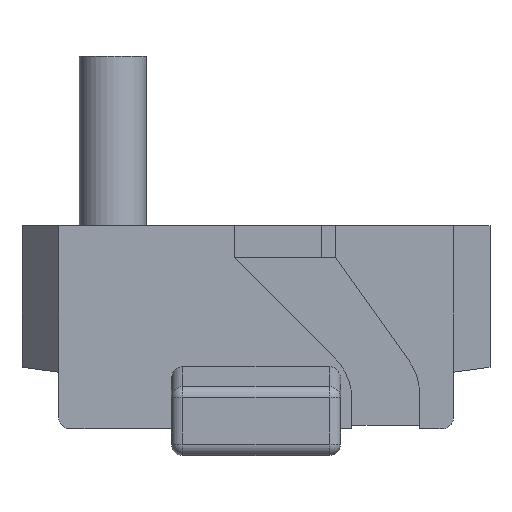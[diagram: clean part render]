
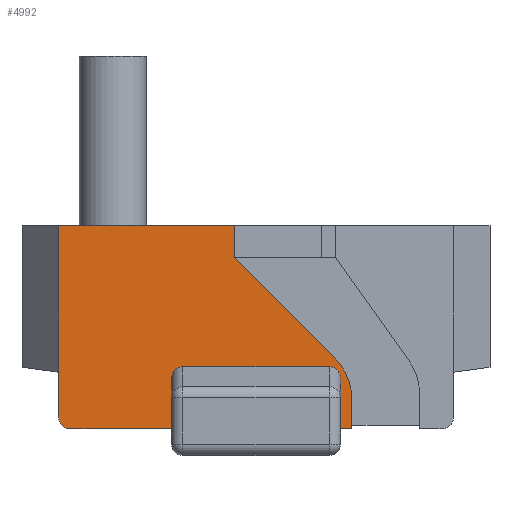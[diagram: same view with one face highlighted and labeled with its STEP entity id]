
A CAD part, front view. The second image highlights one B-rep face of the part: STEP entity #4992.
In plain terms, the highlighted planar face has unit normal (0, -1, 0).
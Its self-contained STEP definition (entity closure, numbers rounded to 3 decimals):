
#50 = CARTESIAN_POINT ( 'NONE',  ( -7.5, -52.5, -0.564 ) ) ;
#53 = VERTEX_POINT ( 'NONE', #3202 ) ;
#57 = EDGE_CURVE ( 'NONE', #53, #1726, #3554, .T. ) ;
#90 = CARTESIAN_POINT ( 'NONE',  ( -7.5, -52.5, -5.031 ) ) ;
#136 = VERTEX_POINT ( 'NONE', #1125 ) ;
#221 = EDGE_CURVE ( 'NONE', #2622, #3048, #3749, .T. ) ;
#227 = CARTESIAN_POINT ( 'NONE',  ( -17.5, -52.5, -3.947 ) ) ;
#272 = LINE ( 'NONE', #4509, #4783 ) ;
#386 = AXIS2_PLACEMENT_3D ( 'NONE', #633, #4400, #2506 ) ;
#548 = LINE ( 'NONE', #3213, #4377 ) ;
#612 = CARTESIAN_POINT ( 'NONE',  ( -17.5, -52.5, 13. ) ) ;
#633 = CARTESIAN_POINT ( 'NONE',  ( 3.5, -52.5, -2.361 ) ) ;
#638 = DIRECTION ( 'NONE',  ( 1., 0., 0. ) ) ;
#641 = VERTEX_POINT ( 'NONE', #90 ) ;
#644 = LINE ( 'NONE', #1813, #2470 ) ;
#682 = VECTOR ( 'NONE', #936, 1000. ) ;
#747 = ORIENTED_EDGE ( 'NONE', *, *, #2946, .T. ) ;
#899 = CARTESIAN_POINT ( 'NONE',  ( 7.5, -52.5, 0.055 ) ) ;
#910 = EDGE_CURVE ( 'NONE', #1551, #4271, #2987, .T. ) ;
#933 = VERTEX_POINT ( 'NONE', #1674 ) ;
#936 = DIRECTION ( 'NONE',  ( 0., 0., -1. ) ) ;
#996 = CARTESIAN_POINT ( 'NONE',  ( -17.5, -52.5, 13. ) ) ;
#1030 = LINE ( 'NONE', #612, #2715 ) ;
#1037 = DIRECTION ( 'NONE',  ( 1., 0., 0. ) ) ;
#1058 = CARTESIAN_POINT ( 'NONE',  ( -7.086, -52.5, 0.493 ) ) ;
#1125 = CARTESIAN_POINT ( 'NONE',  ( 6.5, -52.5, 0.493 ) ) ;
#1145 = CARTESIAN_POINT ( 'NONE',  ( -16.5, -52.5, -5.031 ) ) ;
#1147 = LINE ( 'NONE', #2239, #3638 ) ;
#1217 = CARTESIAN_POINT ( 'NONE',  ( 8.5, -52.5, -5.031 ) ) ;
#1226 = CARTESIAN_POINT ( 'NONE',  ( 7.036, -52.5, 1.174 ) ) ;
#1235 = DIRECTION ( 'NONE',  ( 1., 0., 0. ) ) ;
#1272 = EDGE_CURVE ( 'NONE', #3048, #1504, #4824, .T. ) ;
#1300 = CARTESIAN_POINT ( 'NONE',  ( -1.95, -52.5, 13. ) ) ;
#1390 = CIRCLE ( 'NONE', #386, 5. ) ;
#1504 = VERTEX_POINT ( 'NONE', #4513 ) ;
#1551 = VERTEX_POINT ( 'NONE', #3348 ) ;
#1563 = ORIENTED_EDGE ( 'NONE', *, *, #1621, .F. ) ;
#1621 = EDGE_CURVE ( 'NONE', #2687, #4040, #4324, .T. ) ;
#1633 = LINE ( 'NONE', #2431, #682 ) ;
#1674 = CARTESIAN_POINT ( 'NONE',  ( 8.5, -52.5, -2.361 ) ) ;
#1726 = VERTEX_POINT ( 'NONE', #1217 ) ;
#1797 = DIRECTION ( 'NONE',  ( 0., 0., -1. ) ) ;
#1813 = CARTESIAN_POINT ( 'NONE',  ( -7.5, -52.5, 0.493 ) ) ;
#1837 = EDGE_CURVE ( 'NONE', #4271, #136, #644, .T. ) ;
#1917 = CARTESIAN_POINT ( 'NONE',  ( -17.5, -52.5, -4.025 ) ) ;
#1960 = CARTESIAN_POINT ( 'NONE',  ( -1.95, -52.5, 10.16 ) ) ;
#2124 = CARTESIAN_POINT ( 'NONE',  ( -1.95, -52.5, 13. ) ) ;
#2191 = ORIENTED_EDGE ( 'NONE', *, *, #2920, .F. ) ;
#2224 = LINE ( 'NONE', #4556, #2993 ) ;
#2231 = EDGE_CURVE ( 'NONE', #2624, #2864, #1030, .T. ) ;
#2239 = CARTESIAN_POINT ( 'NONE',  ( -7.5, -52.5, -5.031 ) ) ;
#2281 =( BOUNDED_CURVE ( )  B_SPLINE_CURVE ( 3, ( #4395, #4420, #899, #2813 ),
 .UNSPECIFIED., .F., .T. ) 
 B_SPLINE_CURVE_WITH_KNOTS ( ( 4, 4 ),
 ( 0., 1.571 ),
 .UNSPECIFIED. ) 
 CURVE ( )  GEOMETRIC_REPRESENTATION_ITEM ( )  RATIONAL_B_SPLINE_CURVE ( ( 1., 0.805, 0.805, 1. ) ) 
 REPRESENTATION_ITEM ( '' )  );
#2326 = DIRECTION ( 'NONE',  ( 0.707, 0., -0.707 ) ) ;
#2431 = CARTESIAN_POINT ( 'NONE',  ( 8.5, -52.5, -0.29 ) ) ;
#2470 = VECTOR ( 'NONE', #4146, 1000. ) ;
#2506 = DIRECTION ( 'NONE',  ( 0., 0., 1. ) ) ;
#2565 = DIRECTION ( 'NONE',  ( 0., 0., -1. ) ) ;
#2622 = VERTEX_POINT ( 'NONE', #4945 ) ;
#2624 = VERTEX_POINT ( 'NONE', #4062 ) ;
#2634 = ORIENTED_EDGE ( 'NONE', *, *, #2992, .T. ) ;
#2687 = VERTEX_POINT ( 'NONE', #3395 ) ;
#2715 = VECTOR ( 'NONE', #638, 1000. ) ;
#2763 = ORIENTED_EDGE ( 'NONE', *, *, #1272, .T. ) ;
#2784 = VECTOR ( 'NONE', #3698, 1000. ) ;
#2801 = CARTESIAN_POINT ( 'NONE',  ( -17.086, -52.5, -5.031 ) ) ;
#2813 = CARTESIAN_POINT ( 'NONE',  ( 7.5, -52.5, -0.564 ) ) ;
#2864 = VERTEX_POINT ( 'NONE', #1300 ) ;
#2920 = EDGE_CURVE ( 'NONE', #53, #4640, #548, .T. ) ;
#2946 = EDGE_CURVE ( 'NONE', #1504, #641, #2224, .T. ) ;
#2987 =( BOUNDED_CURVE ( )  B_SPLINE_CURVE ( 3, ( #50, #3429, #1058, #4986 ),
 .UNSPECIFIED., .F., .T. ) 
 B_SPLINE_CURVE_WITH_KNOTS ( ( 4, 4 ),
 ( 1.571, 3.142 ),
 .UNSPECIFIED. ) 
 CURVE ( )  GEOMETRIC_REPRESENTATION_ITEM ( )  RATIONAL_B_SPLINE_CURVE ( ( 1., 0.805, 0.805, 1. ) ) 
 REPRESENTATION_ITEM ( '' )  );
#2992 = EDGE_CURVE ( 'NONE', #2624, #2622, #272, .T. ) ;
#2993 = VECTOR ( 'NONE', #1037, 1000. ) ;
#3048 = VERTEX_POINT ( 'NONE', #3820 ) ;
#3095 = ORIENTED_EDGE ( 'NONE', *, *, #3974, .T. ) ;
#3125 = VECTOR ( 'NONE', #1797, 1000. ) ;
#3202 = CARTESIAN_POINT ( 'NONE',  ( 7.5, -52.5, -5.031 ) ) ;
#3213 = CARTESIAN_POINT ( 'NONE',  ( 7.5, -52.5, -5.031 ) ) ;
#3308 = EDGE_CURVE ( 'NONE', #933, #1726, #1633, .T. ) ;
#3318 = DIRECTION ( 'NONE',  ( 0., 0., 1. ) ) ;
#3348 = CARTESIAN_POINT ( 'NONE',  ( -7.5, -52.5, -0.564 ) ) ;
#3374 = VECTOR ( 'NONE', #2326, 1000. ) ;
#3378 = ORIENTED_EDGE ( 'NONE', *, *, #3675, .T. ) ;
#3395 = CARTESIAN_POINT ( 'NONE',  ( -1.95, -52.5, 10.16 ) ) ;
#3429 = CARTESIAN_POINT ( 'NONE',  ( -7.5, -52.5, 0.055 ) ) ;
#3440 = AXIS2_PLACEMENT_3D ( 'NONE', #996, #4840, #3318 ) ;
#3515 = DIRECTION ( 'NONE',  ( 0., 0., 1. ) ) ;
#3554 = LINE ( 'NONE', #4752, #4928 ) ;
#3637 = CARTESIAN_POINT ( 'NONE',  ( -6.5, -52.5, 0.493 ) ) ;
#3638 = VECTOR ( 'NONE', #3515, 1000. ) ;
#3669 = FACE_OUTER_BOUND ( 'NONE', #5030, .T. ) ;
#3675 = EDGE_CURVE ( 'NONE', #136, #4640, #2281, .T. ) ;
#3698 = DIRECTION ( 'NONE',  ( 0., 0., -1. ) ) ;
#3749 = LINE ( 'NONE', #227, #3125 ) ;
#3771 = CARTESIAN_POINT ( 'NONE',  ( 7.5, -52.5, -0.564 ) ) ;
#3820 = CARTESIAN_POINT ( 'NONE',  ( -17.5, -52.5, -4.025 ) ) ;
#3885 = ORIENTED_EDGE ( 'NONE', *, *, #1837, .T. ) ;
#3936 = ORIENTED_EDGE ( 'NONE', *, *, #3308, .F. ) ;
#3974 = EDGE_CURVE ( 'NONE', #641, #1551, #1147, .T. ) ;
#4040 = VERTEX_POINT ( 'NONE', #1226 ) ;
#4057 = LINE ( 'NONE', #2124, #2784 ) ;
#4062 = CARTESIAN_POINT ( 'NONE',  ( -17.5, -52.5, 13. ) ) ;
#4146 = DIRECTION ( 'NONE',  ( 1., 0., 0. ) ) ;
#4151 = EDGE_CURVE ( 'NONE', #2864, #2687, #4057, .T. ) ;
#4185 = EDGE_CURVE ( 'NONE', #933, #4040, #1390, .T. ) ;
#4271 = VERTEX_POINT ( 'NONE', #3637 ) ;
#4324 = LINE ( 'NONE', #1960, #3374 ) ;
#4377 = VECTOR ( 'NONE', #4485, 1000. ) ;
#4395 = CARTESIAN_POINT ( 'NONE',  ( 6.5, -52.5, 0.493 ) ) ;
#4400 = DIRECTION ( 'NONE',  ( 0., -1., 0. ) ) ;
#4420 = CARTESIAN_POINT ( 'NONE',  ( 7.086, -52.5, 0.493 ) ) ;
#4485 = DIRECTION ( 'NONE',  ( 0., 0., 1. ) ) ;
#4509 = CARTESIAN_POINT ( 'NONE',  ( -17.5, -52.5, 13. ) ) ;
#4513 = CARTESIAN_POINT ( 'NONE',  ( -16.5, -52.5, -5.031 ) ) ;
#4556 = CARTESIAN_POINT ( 'NONE',  ( -17.5, -52.5, -5.031 ) ) ;
#4574 = ORIENTED_EDGE ( 'NONE', *, *, #221, .T. ) ;
#4640 = VERTEX_POINT ( 'NONE', #3771 ) ;
#4752 = CARTESIAN_POINT ( 'NONE',  ( -17.5, -52.5, -5.031 ) ) ;
#4783 = VECTOR ( 'NONE', #2565, 1000. ) ;
#4812 = PLANE ( 'NONE',  #3440 ) ;
#4824 =( BOUNDED_CURVE ( )  B_SPLINE_CURVE ( 3, ( #1917, #5064, #2801, #1145 ),
 .UNSPECIFIED., .F., .T. ) 
 B_SPLINE_CURVE_WITH_KNOTS ( ( 4, 4 ),
 ( 1.571, 3.142 ),
 .UNSPECIFIED. ) 
 CURVE ( )  GEOMETRIC_REPRESENTATION_ITEM ( )  RATIONAL_B_SPLINE_CURVE ( ( 1., 0.805, 0.805, 1. ) ) 
 REPRESENTATION_ITEM ( '' )  );
#4840 = DIRECTION ( 'NONE',  ( 0., 1., 0. ) ) ;
#4910 = ORIENTED_EDGE ( 'NONE', *, *, #2231, .F. ) ;
#4928 = VECTOR ( 'NONE', #1235, 1000. ) ;
#4945 = CARTESIAN_POINT ( 'NONE',  ( -17.5, -52.5, 0. ) ) ;
#4960 = ORIENTED_EDGE ( 'NONE', *, *, #910, .T. ) ;
#4986 = CARTESIAN_POINT ( 'NONE',  ( -6.5, -52.5, 0.493 ) ) ;
#4991 = ORIENTED_EDGE ( 'NONE', *, *, #4151, .F. ) ;
#4992 = ADVANCED_FACE ( 'NONE', ( #3669 ), #4812, .F. ) ;
#5030 = EDGE_LOOP ( 'NONE', ( #4574, #2763, #747, #3095, #4960, #3885, #3378, #2191, #5056, #3936, #5048, #1563, #4991, #4910, #2634 ) ) ;
#5048 = ORIENTED_EDGE ( 'NONE', *, *, #4185, .T. ) ;
#5056 = ORIENTED_EDGE ( 'NONE', *, *, #57, .T. ) ;
#5064 = CARTESIAN_POINT ( 'NONE',  ( -17.5, -52.5, -4.614 ) ) ;
